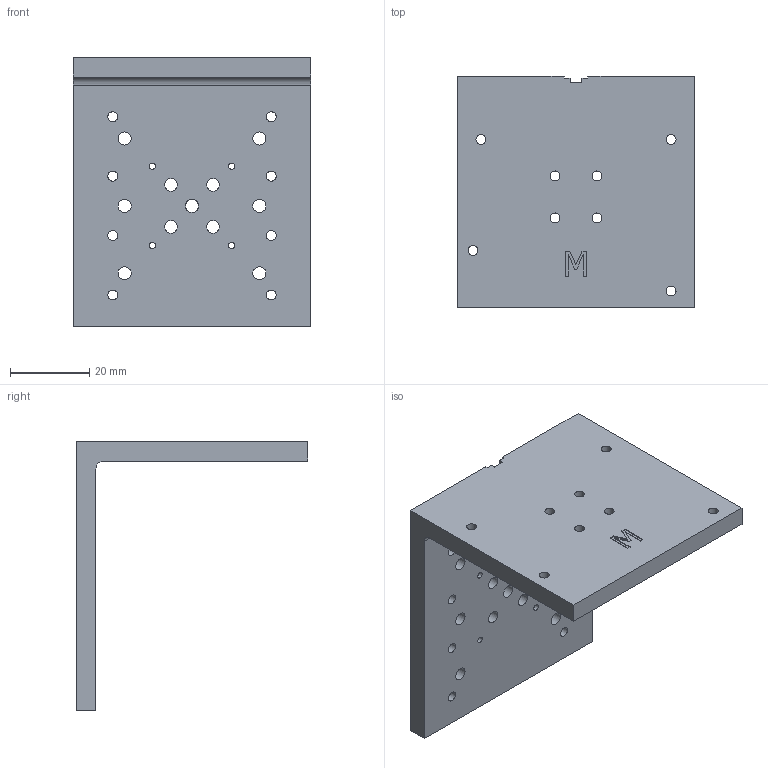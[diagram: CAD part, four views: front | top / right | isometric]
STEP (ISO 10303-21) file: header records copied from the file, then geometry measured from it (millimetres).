
FILE_DESCRIPTION(/* description */ (''),/* implementation_level */ '2;1');
FILE_NAME(/* name */ 'AMA011_M (Fusion Version).step',/* time_stamp */ '2024-06-17T21:48:21-04:00',/* author */ (''),/* organization */ (''),/* preprocessor_version */ 'ST-DEVELOPER v20',/* originating_system */ 'Autodesk Translation Framework v12.20.1.177',/* authorisation */ '');
FILE_SCHEMA (('AUTOMOTIVE_DESIGN { 1 0 10303 214 3 1 1 }'));
Length unit declared in the file: millimetre
Products named in the file (1): AMA011_M (Fusion Version)
Bounding box: 60 x 58.5 x 68 mm (x, y, z)
Surface area: 17562.2 mm2 (no closed solid volume)
Topology: 0 solids, 2 shells, 215 faces, 827 edges, 581 vertices
Faces by surface type: plane 136, cylinder 65, bspline 14
Full cylindrical faces by diameter (mm): 1.6 x4, 2.5 x16, 3.2 x4, 3.3 x7, 6 x4
Entity records: 10126 total; most frequent: CARTESIAN_POINT 2914, DIRECTION 1363, ORIENTED_EDGE 1343, EDGE_CURVE 827, LINE 603, VECTOR 603, VERTEX_POINT 581, AXIS2_PLACEMENT_3D 380
